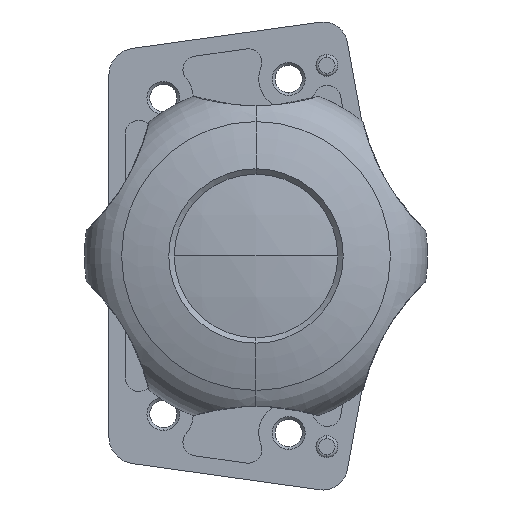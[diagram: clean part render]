
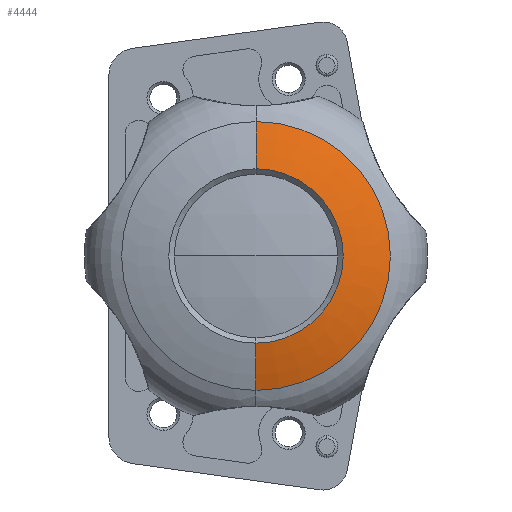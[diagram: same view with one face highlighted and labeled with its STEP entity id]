
A CAD part, front view. The second image highlights one B-rep face of the part: STEP entity #4444.
In plain terms, the highlighted toroidal (fillet/blend) face has major radius 0.683 mm and minor radius 80 mm.
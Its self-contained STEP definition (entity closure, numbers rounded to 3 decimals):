
#118 = ORIENTED_EDGE ( 'NONE', *, *, #5573, .T. ) ;
#192 = CARTESIAN_POINT ( 'NONE',  ( 0., -15.136, 24.669 ) ) ;
#300 = ORIENTED_EDGE ( 'NONE', *, *, #5449, .F. ) ;
#333 = DIRECTION ( 'NONE',  ( 0., 0., -1. ) ) ;
#362 = DIRECTION ( 'NONE',  ( 0., -1., 0. ) ) ;
#716 = EDGE_CURVE ( 'NONE', #7179, #3226, #7192, .T. ) ;
#914 = DIRECTION ( 'NONE',  ( -1., 0., 0. ) ) ;
#929 = CARTESIAN_POINT ( 'NONE',  ( 0., -17.5, 16. ) ) ;
#1047 = AXIS2_PLACEMENT_3D ( 'NONE', #1749, #2800, #3032 ) ;
#1191 = AXIS2_PLACEMENT_3D ( 'NONE', #2089, #914, #6890 ) ;
#1266 = CIRCLE ( 'NONE', #1191, 80. ) ;
#1749 = CARTESIAN_POINT ( 'NONE',  ( 0., -15.136, 0. ) ) ;
#1946 = EDGE_CURVE ( 'NONE', #7179, #6174, #5962, .T. ) ;
#2073 = CARTESIAN_POINT ( 'NONE',  ( 0., 60.741, -0.683 ) ) ;
#2089 = CARTESIAN_POINT ( 'NONE',  ( 0., 60.741, 0.683 ) ) ;
#2121 = CARTESIAN_POINT ( 'NONE',  ( 0., 60.741, 0. ) ) ;
#2632 = AXIS2_PLACEMENT_3D ( 'NONE', #4850, #5410, #3001 ) ;
#2800 = DIRECTION ( 'NONE',  ( 0., -1., 0. ) ) ;
#3001 = DIRECTION ( 'NONE',  ( 0., 0., -1. ) ) ;
#3032 = DIRECTION ( 'NONE',  ( 0., 0., -1. ) ) ;
#3226 = VERTEX_POINT ( 'NONE', #4734 ) ;
#3622 = EDGE_LOOP ( 'NONE', ( #7485, #4522, #118, #300 ) ) ;
#3819 = AXIS2_PLACEMENT_3D ( 'NONE', #2121, #362, #333 ) ;
#3866 = DIRECTION ( 'NONE',  ( 0., 0., -1. ) ) ;
#4444 = ADVANCED_FACE ( 'NONE', ( #4840 ), #5192, .T. ) ;
#4522 = ORIENTED_EDGE ( 'NONE', *, *, #716, .T. ) ;
#4734 = CARTESIAN_POINT ( 'NONE',  ( 0., -15.136, -24.669 ) ) ;
#4840 = FACE_OUTER_BOUND ( 'NONE', #3622, .T. ) ;
#4850 = CARTESIAN_POINT ( 'NONE',  ( 0., -17.5, 0. ) ) ;
#5192 = TOROIDAL_SURFACE ( 'NONE', #3819, -0.683, 80. ) ;
#5410 = DIRECTION ( 'NONE',  ( 0., -1., 0. ) ) ;
#5449 = EDGE_CURVE ( 'NONE', #6174, #6188, #6052, .T. ) ;
#5573 = EDGE_CURVE ( 'NONE', #3226, #6188, #1266, .T. ) ;
#5611 = DIRECTION ( 'NONE',  ( 1., 0., 0. ) ) ;
#5962 = CIRCLE ( 'NONE', #7683, 80. ) ;
#6052 = CIRCLE ( 'NONE', #2632, 16. ) ;
#6174 = VERTEX_POINT ( 'NONE', #929 ) ;
#6188 = VERTEX_POINT ( 'NONE', #6876 ) ;
#6876 = CARTESIAN_POINT ( 'NONE',  ( 0., -17.5, -16. ) ) ;
#6890 = DIRECTION ( 'NONE',  ( 0., 0., 1. ) ) ;
#7179 = VERTEX_POINT ( 'NONE', #192 ) ;
#7192 = CIRCLE ( 'NONE', #1047, 24.669 ) ;
#7485 = ORIENTED_EDGE ( 'NONE', *, *, #1946, .F. ) ;
#7683 = AXIS2_PLACEMENT_3D ( 'NONE', #2073, #5611, #3866 ) ;
